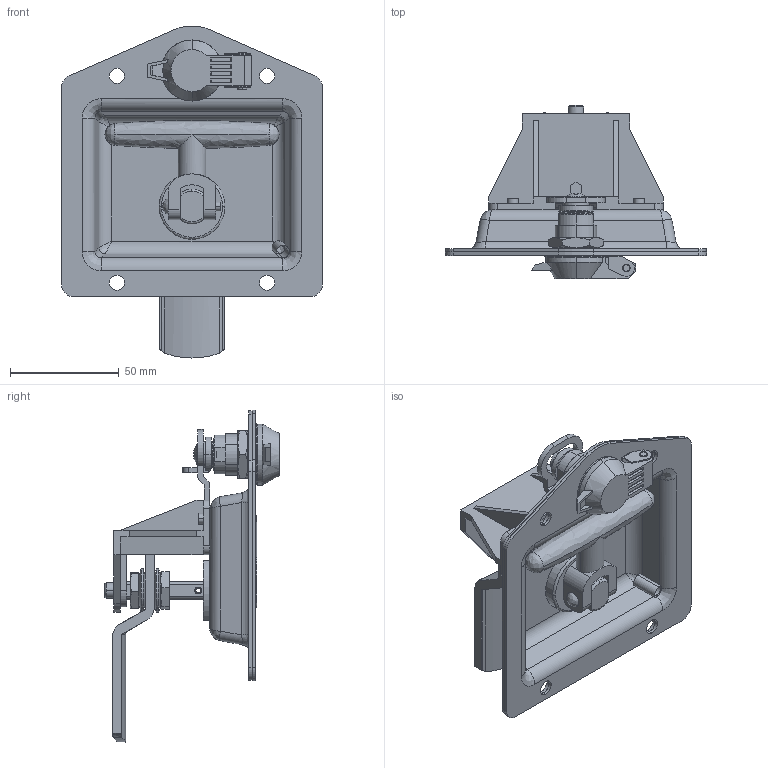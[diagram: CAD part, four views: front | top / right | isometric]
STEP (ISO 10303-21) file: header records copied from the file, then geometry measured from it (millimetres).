
FILE_DESCRIPTION(/* description */ (''),/* implementation_level */ '2;1');
FILE_NAME(/* name */ 'MS858',/* time_stamp */ '2024-10-24T14:51:16+08:00',/* author */ (''),/* organization */ (''),/* preprocessor_version */ 'ST-DEVELOPER v19.2',/* originating_system */ 'Rhino 8.5',/* authorisation */ '');
FILE_SCHEMA (('CONFIG_CONTROL_DESIGN'));
Length unit declared in the file: millimetre
Products named in the file (1): Document
Bounding box: 120 x 80 x 152.53 mm (x, y, z)
Volume: 34977.8 mm3; surface area: 89366.3 mm2
Topology: 22 solids, 36 shells, 833 faces, 2140 edges, 1388 vertices
Faces by surface type: plane 402, cylinder 328, bspline 103
Entity records: 30610 total; most frequent: CARTESIAN_POINT 12346, ORIENTED_EDGE 4236, EDGE_CURVE 2140, DIRECTION 2122, AXIS2_PLACEMENT_3D 1426, B_SPLINE_CURVE_WITH_KNOTS 1401, VERTEX_POINT 1388, EDGE_LOOP 928
